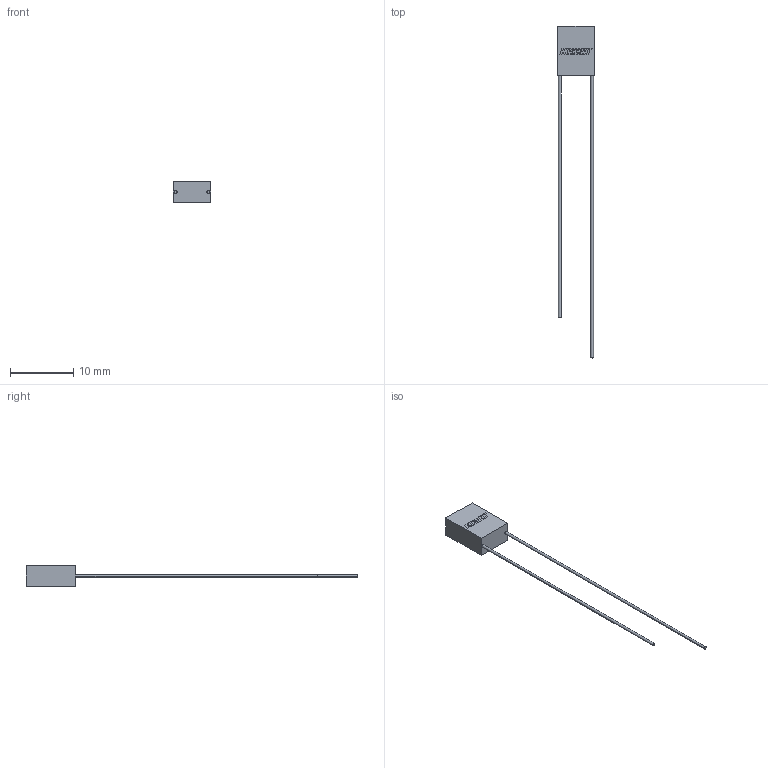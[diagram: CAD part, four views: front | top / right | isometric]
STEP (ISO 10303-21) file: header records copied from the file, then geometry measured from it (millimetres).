
FILE_DESCRIPTION (( 'STEP AP214' ), '1' );
FILE_NAME ('CTRM_T378_W5.84H7.87T3.3S5.08LL44.46F0.44.STEP', '2018-05-09T21:55:29', ( '' ), ( '' ), 'SwSTEP 2.0', 'SolidWorks 2014', '' );
FILE_SCHEMA (( 'AUTOMOTIVE_DESIGN' ));
Length unit declared in the file: millimetre
Products named in the file (1): CTRM_T378_W5.84H7.87T3.3S5.08LL44.46F0.44
Bounding box: 5.84 x 52.33 x 3.31 mm (x, y, z)
Volume: 164.2 mm3; surface area: 302.5 mm2
Topology: 4 solids, 4 shells, 71 faces, 183 edges, 122 vertices
Faces by surface type: plane 67, cylinder 4
Entity records: 2967 total; most frequent: CARTESIAN_POINT 377, ORIENTED_EDGE 366, DIRECTION 335, EDGE_CURVE 183, VECTOR 175, LINE 175, VERTEX_POINT 122, AXIS2_PLACEMENT_3D 80
